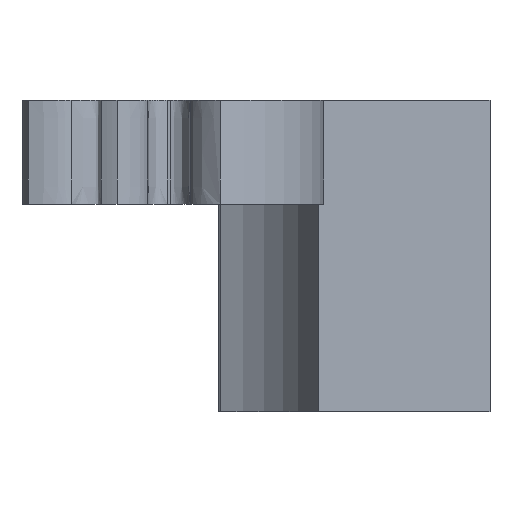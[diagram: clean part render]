
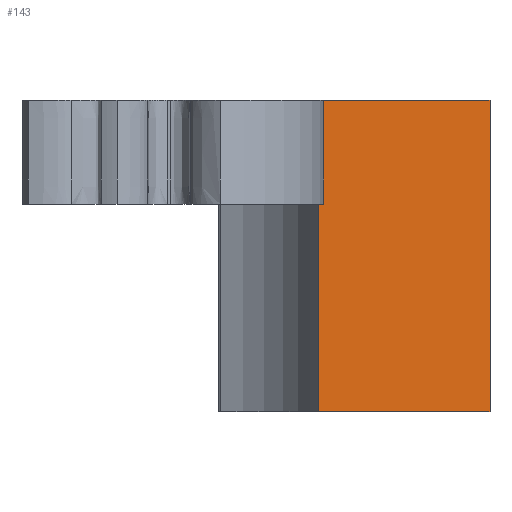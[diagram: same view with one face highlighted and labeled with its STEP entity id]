
A CAD part, front view. The second image highlights one B-rep face of the part: STEP entity #143.
In plain terms, the highlighted planar face has unit normal (0.707, -0.707, 0).
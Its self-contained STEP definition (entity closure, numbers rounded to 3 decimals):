
#143=ADVANCED_FACE('',(#502),#504,.T.);
#502=FACE_BOUND('',#503,.T.);
#503=EDGE_LOOP('',(#804,#805,#806,#807,#808));
#504=PLANE('',#505);
#505=AXIS2_PLACEMENT_3D('',#506,#507,#508);
#506=CARTESIAN_POINT('',(14.489,3.882,0.));
#507=DIRECTION('',(0.707,-0.707,0.));
#508=DIRECTION('',(0.707,0.707,0.));
#804=ORIENTED_EDGE('',*,*,#1283,.F.);
#805=ORIENTED_EDGE('',*,*,#1241,.T.);
#806=ORIENTED_EDGE('',*,*,#1231,.T.);
#807=ORIENTED_EDGE('',*,*,#1282,.T.);
#808=ORIENTED_EDGE('',*,*,#1273,.F.);
#1231=EDGE_CURVE('',#1355,#1353,#1356,.T.);
#1241=EDGE_CURVE('',#1372,#1355,#1373,.T.);
#1273=EDGE_CURVE('',#1432,#1434,#1435,.T.);
#1282=EDGE_CURVE('',#1353,#1434,#1448,.T.);
#1283=EDGE_CURVE('',#1372,#1432,#1449,.T.);
#1353=VERTEX_POINT('',#1558);
#1355=VERTEX_POINT('',#1562);
#1356=LINE('',#1563,#1564);
#1372=VERTEX_POINT('',#1622);
#1373=LINE('',#1623,#1624);
#1432=VERTEX_POINT('',#1963);
#1434=VERTEX_POINT('',#1968);
#1435=LINE('',#1969,#1970);
#1448=LINE('',#2001,#2002);
#1449=LINE('',#2004,#2005);
#1558=CARTESIAN_POINT('',(30.993,20.386,0.));
#1562=CARTESIAN_POINT('',(14.489,3.882,0.));
#1563=CARTESIAN_POINT('',(14.489,3.882,0.));
#1564=VECTOR('',#1565,1.);
#1565=DIRECTION('',(0.707,0.707,0.));
#1622=CARTESIAN_POINT('',(14.489,3.882,20.));
#1623=CARTESIAN_POINT('',(14.489,3.882,20.));
#1624=VECTOR('',#1625,1.);
#1625=DIRECTION('',(0.,0.,-1.));
#1963=CARTESIAN_POINT('',(14.489,3.882,30.));
#1968=CARTESIAN_POINT('',(30.993,20.386,30.));
#1969=CARTESIAN_POINT('',(14.489,3.882,30.));
#1970=VECTOR('',#1971,1.);
#1971=DIRECTION('',(0.707,0.707,0.));
#2001=CARTESIAN_POINT('',(30.993,20.386,0.));
#2002=VECTOR('',#2003,1.);
#2003=DIRECTION('',(0.,0.,1.));
#2004=CARTESIAN_POINT('',(14.489,3.882,20.));
#2005=VECTOR('',#2006,1.);
#2006=DIRECTION('',(0.,0.,1.));
